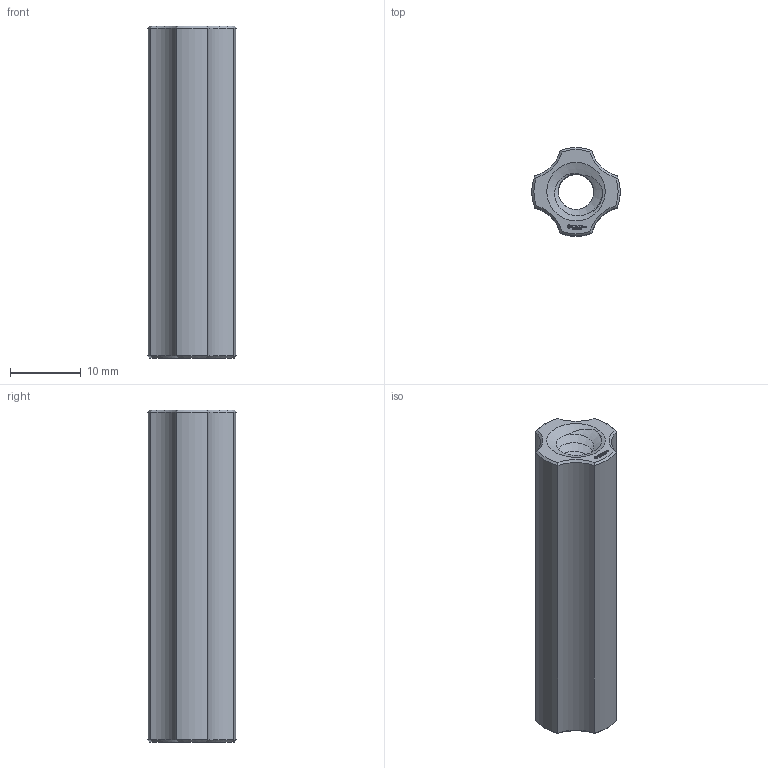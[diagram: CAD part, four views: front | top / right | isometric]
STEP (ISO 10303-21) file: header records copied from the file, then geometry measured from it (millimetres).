
FILE_DESCRIPTION(('FreeCAD Model'),'2;1');
FILE_NAME('Open CASCADE Shape Model','2023-01-06T17:13:58',(''),(''), 'Open CASCADE STEP processor 7.6','FreeCAD','Unknown');
FILE_SCHEMA(('AUTOMOTIVE_DESIGN { 1 0 10303 214 1 1 1 1 }'));
Length unit declared in the file: millimetre
Products named in the file (1): Nut RH BU01.00x03.75 - SPN-NUT-0016 (stemfie.org)
Bounding box: 12.47 x 12.47 x 46.88 mm (x, y, z)
Volume: 3453.6 mm3; surface area: 3828.4 mm2
Topology: 1 solids, 1 shells, 457 faces, 1250 edges, 826 vertices
Faces by surface type: plane 297, bspline 134, cone 18, cylinder 8
Entity records: 43131 total; most frequent: CARTESIAN_POINT 19912, DIRECTION 3545, LINE 2820, VECTOR 2820, ORIENTED_EDGE 2500, PCURVE 2500, DEFINITIONAL_REPRESENTATION 2500, EDGE_CURVE 1250
